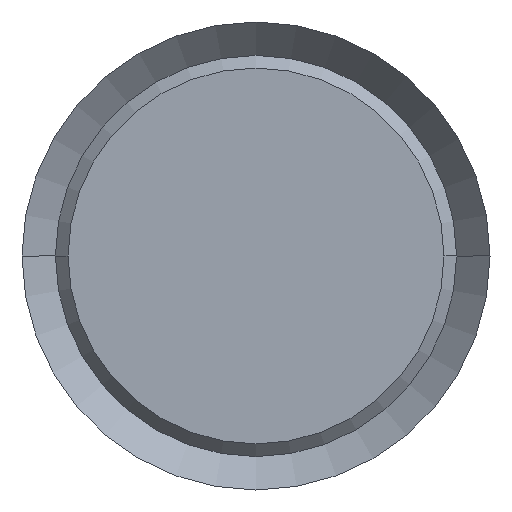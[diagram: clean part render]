
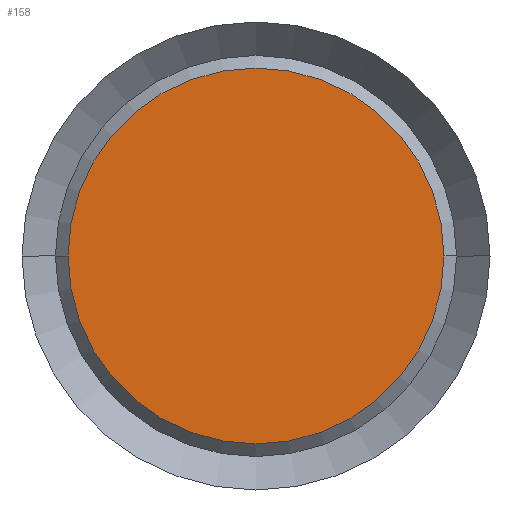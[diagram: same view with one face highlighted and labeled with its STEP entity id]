
A CAD part, left-side view. The second image highlights one B-rep face of the part: STEP entity #158.
In plain terms, the highlighted planar face has unit normal (-1, 0, 0).
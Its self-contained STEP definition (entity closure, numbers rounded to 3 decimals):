
#6 = DIRECTION ( 'NONE',  ( 0., 1., 0. ) ) ;
#35 = DIRECTION ( 'NONE',  ( 0., -1., 0. ) ) ;
#37 = PLANE ( 'NONE',  #390 ) ;
#41 = EDGE_LOOP ( 'NONE', ( #300, #330 ) ) ;
#59 = VERTEX_POINT ( 'NONE', #239 ) ;
#60 = EDGE_CURVE ( 'NONE', #80, #59, #321, .T. ) ;
#80 = VERTEX_POINT ( 'NONE', #137 ) ;
#86 = DIRECTION ( 'NONE',  ( 1., 0., 0. ) ) ;
#108 = CARTESIAN_POINT ( 'NONE',  ( -41.863, 0., 0. ) ) ;
#137 = CARTESIAN_POINT ( 'NONE',  ( -41.863, -4.463, 0. ) ) ;
#139 = DIRECTION ( 'NONE',  ( 0., 1., 0. ) ) ;
#158 = ADVANCED_FACE ( 'NONE', ( #308 ), #37, .T. ) ;
#167 = AXIS2_PLACEMENT_3D ( 'NONE', #388, #86, #6 ) ;
#209 = AXIS2_PLACEMENT_3D ( 'NONE', #108, #314, #139 ) ;
#220 = DIRECTION ( 'NONE',  ( -1., 0., 0. ) ) ;
#239 = CARTESIAN_POINT ( 'NONE',  ( -41.863, 4.462, 0. ) ) ;
#300 = ORIENTED_EDGE ( 'NONE', *, *, #320, .F. ) ;
#308 = FACE_OUTER_BOUND ( 'NONE', #41, .T. ) ;
#314 = DIRECTION ( 'NONE',  ( 1., 0., 0. ) ) ;
#320 = EDGE_CURVE ( 'NONE', #59, #80, #346, .T. ) ;
#321 = CIRCLE ( 'NONE', #209, 4.463 ) ;
#330 = ORIENTED_EDGE ( 'NONE', *, *, #60, .F. ) ;
#346 = CIRCLE ( 'NONE', #167, 4.463 ) ;
#388 = CARTESIAN_POINT ( 'NONE',  ( -41.863, 0., 0. ) ) ;
#390 = AXIS2_PLACEMENT_3D ( 'NONE', #401, #220, #35 ) ;
#401 = CARTESIAN_POINT ( 'NONE',  ( -41.863, 0., 0. ) ) ;
